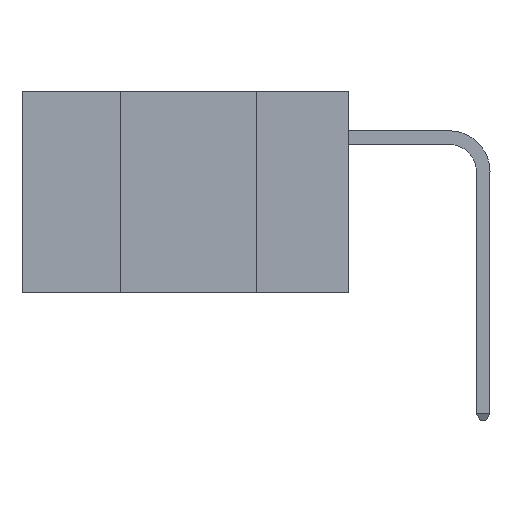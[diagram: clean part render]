
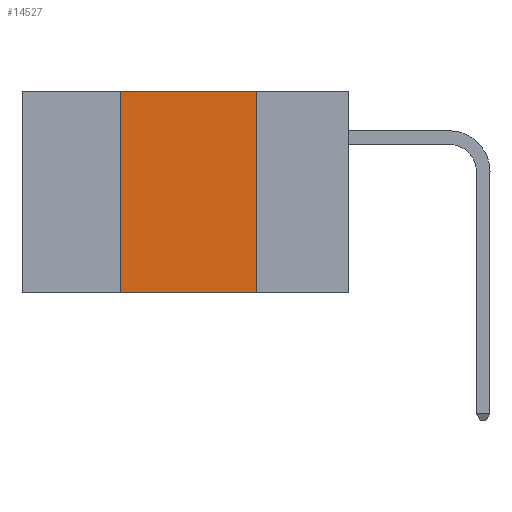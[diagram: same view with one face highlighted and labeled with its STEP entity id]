
A CAD part, left-side view. The second image highlights one B-rep face of the part: STEP entity #14527.
In plain terms, the highlighted planar face has unit normal (-1, 0, 0).
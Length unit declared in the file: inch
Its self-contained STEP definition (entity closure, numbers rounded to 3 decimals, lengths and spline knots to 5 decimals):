
#1231 = DIRECTION ( 'NONE',  ( 1., 0., 0. ) ) ;
#2993 = ORIENTED_EDGE ( 'NONE', *, *, #3996, .F. ) ;
#3996 = EDGE_CURVE ( 'NONE', #11669, #23072, #17383, .T. ) ;
#5524 = CARTESIAN_POINT ( 'NONE',  ( 0., 0.17, 0. ) ) ;
#6367 = CARTESIAN_POINT ( 'NONE',  ( 0., 0.42, 0. ) ) ;
#7178 = CARTESIAN_POINT ( 'NONE',  ( 0., 0.6, -0.37 ) ) ;
#7666 = VERTEX_POINT ( 'NONE', #5524 ) ;
#7727 = VECTOR ( 'NONE', #11408, 39.37008 ) ;
#7822 = LINE ( 'NONE', #7178, #22732 ) ;
#8578 = AXIS2_PLACEMENT_3D ( 'NONE', #15721, #1231, #21312 ) ;
#10559 = VECTOR ( 'NONE', #35069, 39.37008 ) ;
#11408 = DIRECTION ( 'NONE',  ( 0., -1., 0. ) ) ;
#11417 = LINE ( 'NONE', #32359, #10559 ) ;
#11669 = VERTEX_POINT ( 'NONE', #20711 ) ;
#11862 = EDGE_CURVE ( 'NONE', #7666, #22283, #11417, .T. ) ;
#14010 = EDGE_CURVE ( 'NONE', #23072, #7666, #22646, .T. ) ;
#14527 = ADVANCED_FACE ( 'NONE', ( #33658 ), #34829, .F. ) ;
#15721 = CARTESIAN_POINT ( 'NONE',  ( 0., 0.6, 0. ) ) ;
#17383 = LINE ( 'NONE', #6367, #23780 ) ;
#17732 = DIRECTION ( 'NONE',  ( 0., 0., 1. ) ) ;
#17986 = CARTESIAN_POINT ( 'NONE',  ( 0., 0.17, -0.37 ) ) ;
#19744 = CARTESIAN_POINT ( 'NONE',  ( 0., 0.6, 0. ) ) ;
#20711 = CARTESIAN_POINT ( 'NONE',  ( 0., 0.42, -0.37 ) ) ;
#21312 = DIRECTION ( 'NONE',  ( 0., 0., -1. ) ) ;
#22283 = VERTEX_POINT ( 'NONE', #17986 ) ;
#22646 = LINE ( 'NONE', #19744, #7727 ) ;
#22732 = VECTOR ( 'NONE', #26732, 39.37008 ) ;
#23072 = VERTEX_POINT ( 'NONE', #32127 ) ;
#23780 = VECTOR ( 'NONE', #17732, 39.37008 ) ;
#26626 = ORIENTED_EDGE ( 'NONE', *, *, #14010, .F. ) ;
#26732 = DIRECTION ( 'NONE',  ( 0., -1., 0. ) ) ;
#29854 = ORIENTED_EDGE ( 'NONE', *, *, #11862, .F. ) ;
#32127 = CARTESIAN_POINT ( 'NONE',  ( 0., 0.42, 0. ) ) ;
#32359 = CARTESIAN_POINT ( 'NONE',  ( 0., 0.17, 0. ) ) ;
#32841 = EDGE_CURVE ( 'NONE', #11669, #22283, #7822, .T. ) ;
#33658 = FACE_OUTER_BOUND ( 'NONE', #35474, .T. ) ;
#34829 = PLANE ( 'NONE',  #8578 ) ;
#34975 = ORIENTED_EDGE ( 'NONE', *, *, #32841, .T. ) ;
#35069 = DIRECTION ( 'NONE',  ( 0., 0., -1. ) ) ;
#35474 = EDGE_LOOP ( 'NONE', ( #29854, #26626, #2993, #34975 ) ) ;
